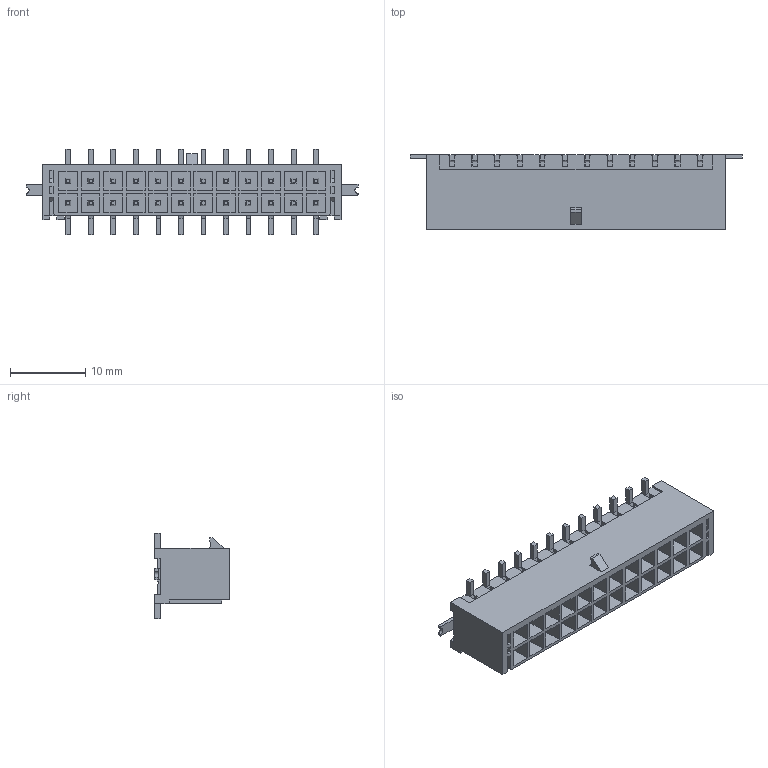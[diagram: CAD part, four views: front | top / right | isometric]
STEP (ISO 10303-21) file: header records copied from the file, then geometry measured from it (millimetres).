
FILE_DESCRIPTION(/* description */ ('Unknown'),/* implementation_level */ '2;1');
FILE_NAME(/* name */ '662024231822',/* time_stamp */ '2018-02-12T09:10:00+01:00',/* author */ ('Unknown'),/* organization */ ('Unknown'),/* preprocessor_version */ 'ST-DEVELOPER v16.7',/* originating_system */ 'DEX',/* authorisation */ $);
FILE_SCHEMA (('AUTOMOTIVE_DESIGN {1 0 10303 214 3 1 1}'));
Length unit declared in the file: millimetre
Products named in the file (4): 6620xx231822; 662024231822; 6620xx231822_MASS; 6620xx231822_PIN
Assembly tree (27 placements, depth 2):
  6620xx231822
    662024231822
    6620xx231822_MASS  x2
    6620xx231822_PIN  x24
Bounding box: 44.2 x 9.9 x 11.4 mm (x, y, z)
Volume: 1483.8 mm3; surface area: 4574.6 mm2
Topology: 27 solids, 27 shells, 1090 faces, 3031 edges, 1988 vertices
Faces by surface type: plane 1035, cylinder 55
Entity records: 17882 total; most frequent: CARTESIAN_POINT 3183, ORIENTED_EDGE 3156, DIRECTION 2792, EDGE_CURVE 1578, LINE 1474, VECTOR 1474, VERTEX_POINT 1050, AXIS2_PLACEMENT_3D 659
